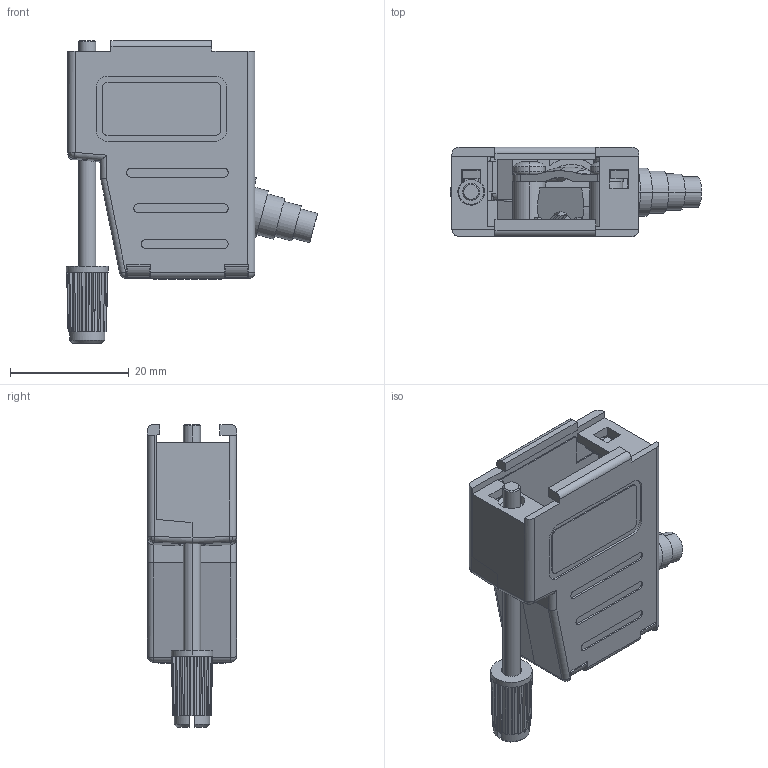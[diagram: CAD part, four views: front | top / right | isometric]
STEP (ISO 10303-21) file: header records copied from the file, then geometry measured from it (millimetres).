
FILE_DESCRIPTION (( 'STEP AP214' ), '1' );
FILE_NAME ('6688-9480-PLG.STEP', '2022-12-14T10:02:45', ( '' ), ( '' ), 'SwSTEP 2.0', 'SolidWorks 2021', '' );
FILE_SCHEMA (( 'AUTOMOTIVE_DESIGN' ));
Length unit declared in the file: millimetre
Products named in the file (9): 6838-0109-01; 6811-0141-11 Part 1; 6688-9480-PLG; 6822-0121-06 part 2; 6830-0106-01; 6718-0101-01; 6855-0109-01; 6811-0141-11 Part 2; 6822-0128-01
Assembly tree (9 placements, depth 2):
  6688-9480-PLG
    6811-0141-11 Part 1
    6811-0141-11 Part 2
    6822-0128-01
    6830-0106-01
    6838-0109-01
    6855-0109-01  x2
    6718-0101-01
    6822-0121-06 part 2
Bounding box: 42.29 x 15 x 51 mm (x, y, z)
Volume: 7748.2 mm3; surface area: 11706.8 mm2
Topology: 11 solids, 11 shells, 795 faces, 2067 edges, 1331 vertices
Faces by surface type: plane 545, cylinder 184, cone 32, bspline 22, torus 10, sphere 2
Entity records: 25943 total; most frequent: CARTESIAN_POINT 7465, ORIENTED_EDGE 3864, DIRECTION 3611, EDGE_CURVE 1932, LINE 1339, VECTOR 1339, VERTEX_POINT 1243, AXIS2_PLACEMENT_3D 1136
